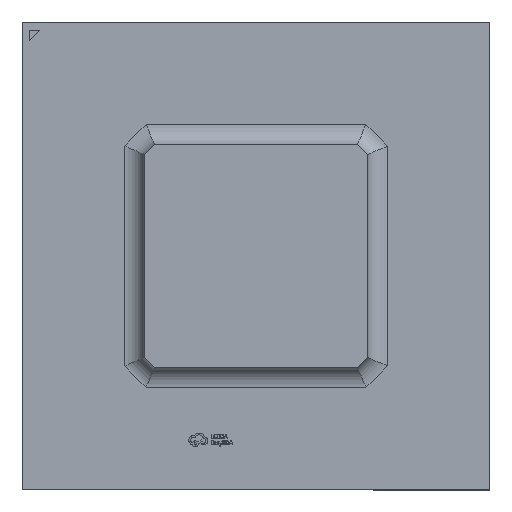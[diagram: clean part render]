
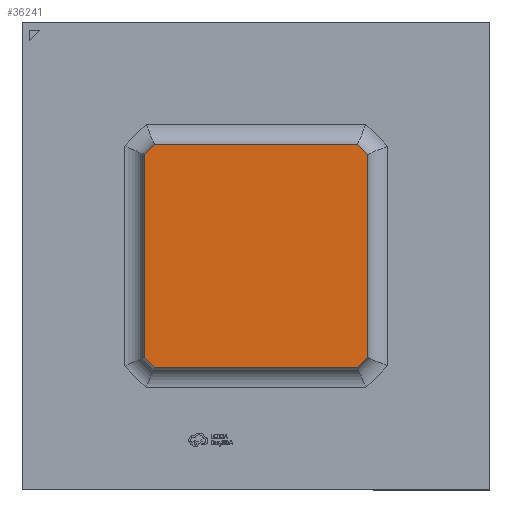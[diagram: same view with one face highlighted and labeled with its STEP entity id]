
A CAD part, top view. The second image highlights one B-rep face of the part: STEP entity #36241.
In plain terms, the highlighted planar face has unit normal (0, 0, 1).
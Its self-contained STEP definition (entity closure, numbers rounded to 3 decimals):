
#524 = EDGE_CURVE ( 'NONE', #27329, #14422, #24852, .T. ) ;
#2105 = LINE ( 'NONE', #41771, #21126 ) ;
#2261 = CARTESIAN_POINT ( 'NONE',  ( -4.994, 5.486, 0.8 ) ) ;
#2290 = ORIENTED_EDGE ( 'NONE', *, *, #50529, .T. ) ;
#3711 = FACE_OUTER_BOUND ( 'NONE', #38354, .T. ) ;
#4810 = CARTESIAN_POINT ( 'NONE',  ( -5.49, 4.99, 0.8 ) ) ;
#5377 = ORIENTED_EDGE ( 'NONE', *, *, #31927, .T. ) ;
#6992 = DIRECTION ( 'NONE',  ( 0.707, -0.707, 0. ) ) ;
#7198 = DIRECTION ( 'NONE',  ( -0.707, 0.707, 0. ) ) ;
#7977 = ORIENTED_EDGE ( 'NONE', *, *, #524, .T. ) ;
#9235 = VECTOR ( 'NONE', #6992, 1000. ) ;
#9293 = EDGE_CURVE ( 'NONE', #29868, #28955, #2105, .T. ) ;
#9383 = DIRECTION ( 'NONE',  ( -0.707, -0.707, 0. ) ) ;
#10340 = ORIENTED_EDGE ( 'NONE', *, *, #52729, .T. ) ;
#10439 = ORIENTED_EDGE ( 'NONE', *, *, #28605, .T. ) ;
#12237 = CARTESIAN_POINT ( 'NONE',  ( 5.486, 5., 0.8 ) ) ;
#12591 = DIRECTION ( 'NONE',  ( 1., 0., 0. ) ) ;
#13292 = ORIENTED_EDGE ( 'NONE', *, *, #28579, .T. ) ;
#14422 = VERTEX_POINT ( 'NONE', #40330 ) ;
#14519 = DIRECTION ( 'NONE',  ( -1., 0., 0. ) ) ;
#14807 = CARTESIAN_POINT ( 'NONE',  ( -4.994, -5.486, 0.8 ) ) ;
#17522 = DIRECTION ( 'NONE',  ( 0., 0., 1. ) ) ;
#19525 = VECTOR ( 'NONE', #9383, 1000. ) ;
#19937 = LINE ( 'NONE', #31056, #39510 ) ;
#20511 = CARTESIAN_POINT ( 'NONE',  ( -5.49, -4.99, 0.8 ) ) ;
#21126 = VECTOR ( 'NONE', #27703, 1000. ) ;
#21759 = CARTESIAN_POINT ( 'NONE',  ( 5.486, -4.994, 0.8 ) ) ;
#23852 = LINE ( 'NONE', #32807, #30851 ) ;
#24317 = LINE ( 'NONE', #12237, #54578 ) ;
#24443 = VERTEX_POINT ( 'NONE', #53065 ) ;
#24621 = CARTESIAN_POINT ( 'NONE',  ( -5.486, 4.994, 0.8 ) ) ;
#24852 = LINE ( 'NONE', #38640, #25175 ) ;
#25175 = VECTOR ( 'NONE', #42124, 1000. ) ;
#26043 = LINE ( 'NONE', #4810, #19525 ) ;
#27329 = VERTEX_POINT ( 'NONE', #24621 ) ;
#27703 = DIRECTION ( 'NONE',  ( 0.707, 0.707, 0. ) ) ;
#28164 = CARTESIAN_POINT ( 'NONE',  ( 5.486, 4.994, 0.8 ) ) ;
#28579 = EDGE_CURVE ( 'NONE', #14422, #30351, #37185, .T. ) ;
#28605 = EDGE_CURVE ( 'NONE', #30351, #29868, #19937, .T. ) ;
#28955 = VERTEX_POINT ( 'NONE', #21759 ) ;
#29868 = VERTEX_POINT ( 'NONE', #34526 ) ;
#30351 = VERTEX_POINT ( 'NONE', #14807 ) ;
#30851 = VECTOR ( 'NONE', #7198, 1000. ) ;
#31056 = CARTESIAN_POINT ( 'NONE',  ( -5., -5.486, 0.8 ) ) ;
#31927 = EDGE_CURVE ( 'NONE', #52309, #24443, #23852, .T. ) ;
#32807 = CARTESIAN_POINT ( 'NONE',  ( 4.99, 5.49, 0.8 ) ) ;
#34526 = CARTESIAN_POINT ( 'NONE',  ( 4.994, -5.486, 0.8 ) ) ;
#34701 = EDGE_CURVE ( 'NONE', #24443, #37980, #36384, .T. ) ;
#36241 = ADVANCED_FACE ( 'NONE', ( #3711 ), #55735, .T. ) ;
#36384 = LINE ( 'NONE', #40102, #43828 ) ;
#37185 = LINE ( 'NONE', #20511, #9235 ) ;
#37980 = VERTEX_POINT ( 'NONE', #2261 ) ;
#38354 = EDGE_LOOP ( 'NONE', ( #7977, #13292, #10439, #46456, #10340, #5377, #41476, #2290 ) ) ;
#38640 = CARTESIAN_POINT ( 'NONE',  ( -5.486, 5., 0.8 ) ) ;
#39510 = VECTOR ( 'NONE', #55818, 1000. ) ;
#40102 = CARTESIAN_POINT ( 'NONE',  ( -5., 5.486, 0.8 ) ) ;
#40330 = CARTESIAN_POINT ( 'NONE',  ( -5.486, -4.994, 0.8 ) ) ;
#41476 = ORIENTED_EDGE ( 'NONE', *, *, #34701, .T. ) ;
#41771 = CARTESIAN_POINT ( 'NONE',  ( 4.99, -5.49, 0.8 ) ) ;
#42124 = DIRECTION ( 'NONE',  ( 0., -1., 0. ) ) ;
#43828 = VECTOR ( 'NONE', #14519, 1000. ) ;
#46456 = ORIENTED_EDGE ( 'NONE', *, *, #9293, .T. ) ;
#50529 = EDGE_CURVE ( 'NONE', #37980, #27329, #26043, .T. ) ;
#52009 = CARTESIAN_POINT ( 'NONE',  ( 0., 0., 0.8 ) ) ;
#52214 = DIRECTION ( 'NONE',  ( 0., 1., 0. ) ) ;
#52309 = VERTEX_POINT ( 'NONE', #28164 ) ;
#52383 = AXIS2_PLACEMENT_3D ( 'NONE', #52009, #17522, #12591 ) ;
#52729 = EDGE_CURVE ( 'NONE', #28955, #52309, #24317, .T. ) ;
#53065 = CARTESIAN_POINT ( 'NONE',  ( 4.994, 5.486, 0.8 ) ) ;
#54578 = VECTOR ( 'NONE', #52214, 1000. ) ;
#55735 = PLANE ( 'NONE',  #52383 ) ;
#55818 = DIRECTION ( 'NONE',  ( 1., 0., 0. ) ) ;
